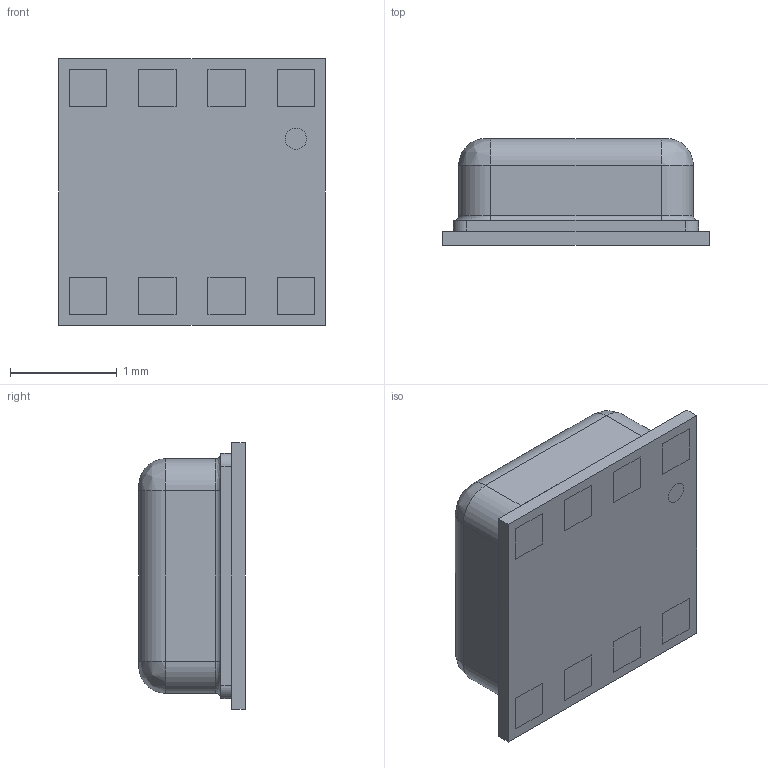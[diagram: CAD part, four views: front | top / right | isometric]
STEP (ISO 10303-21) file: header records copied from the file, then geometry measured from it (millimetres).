
FILE_DESCRIPTION(('CAx-IF Rec.Pracs.---Model Styling and Organization---1.5---2016-08-15','CAx-IF Rec.Pracs.---Geometric and Assembly Validation Properties---4.4---2016-08-17','CAx-IF Rec.Pracs.---User Defined Attributes---1.5---2016-08-15','CAx-IF Rec.Pracs.---External References---2.1---2005-01-19'),'2;1');
FILE_NAME('240059.step','2023-02-18T16:46:31',('Unspecified'),('Unspecified'),'CAD Exchanger 3.8.1 (cadexchanger.com)','Unspecified','');
FILE_SCHEMA(('AUTOMOTIVE_DESIGN { 1 0 10303 214 1 1 1 1 }'));
Length unit declared in the file: millimetre
Products named in the file (1): BME280
Bounding box: 2.5 x 1 x 2.5 mm (x, y, z)
Volume: 1.9 mm3; surface area: 40 mm2
Topology: 11 solids, 11 shells, 170 faces, 374 edges, 236 vertices
Faces by surface type: plane 120, cylinder 34, bspline 16
Entity records: 4927 total; most frequent: CARTESIAN_POINT 1117, ORIENTED_EDGE 748, DIRECTION 732, EDGE_CURVE 374, LINE 286, VECTOR 286, VERTEX_POINT 236, AXIS2_PLACEMENT_3D 223
